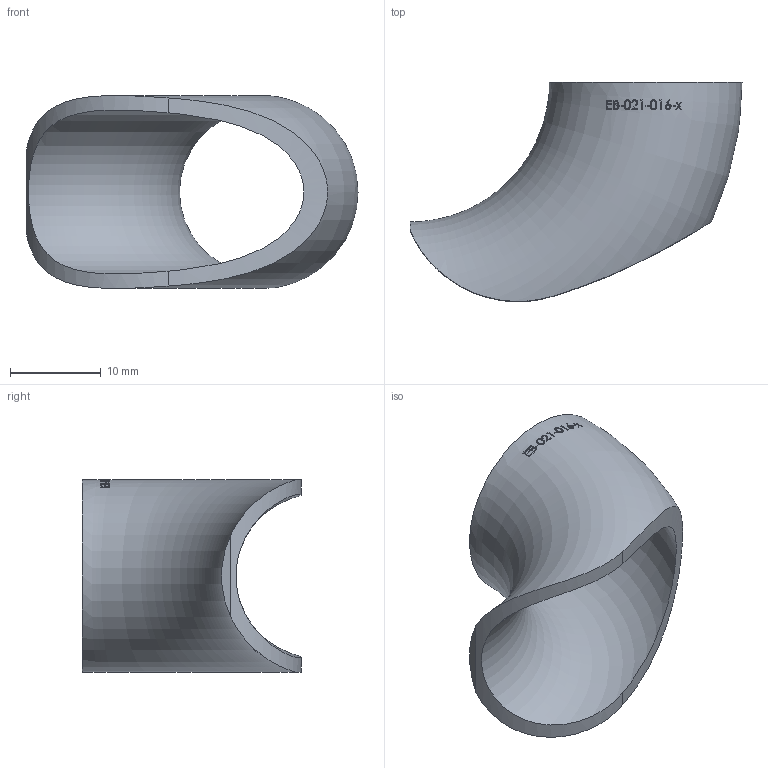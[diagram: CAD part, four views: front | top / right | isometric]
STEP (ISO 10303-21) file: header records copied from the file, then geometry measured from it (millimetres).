
FILE_DESCRIPTION (( 'STEP AP214' ), '1' );
FILE_NAME ('EB-021-016-x Einschweissbogen 2208.STEP', '2022-08-30T08:12:02', ( '' ), ( '' ), 'SwSTEP 2.0', 'SolidWorks 2019', '' );
FILE_SCHEMA (( 'AUTOMOTIVE_DESIGN' ));
Length unit declared in the file: millimetre
Products named in the file (1): EB-021-016-x Einschweissbogen 2208
Bounding box: 36.65 x 24.18 x 21.3 mm (x, y, z)
Volume: 2473.9 mm3; surface area: 3363 mm2
Topology: 1 solids, 1 shells, 133 faces, 355 edges, 240 vertices
Faces by surface type: bspline 109, torus 19, plane 4, cylinder 1
Entity records: 10317 total; most frequent: CARTESIAN_POINT 6651, ORIENTED_EDGE 702, EDGE_CURVE 351, B_SPLINE_CURVE_WITH_KNOTS 343, VERTEX_POINT 238, EDGE_LOOP 153, FACE_OUTER_BOUND 135, ADVANCED_FACE 133
